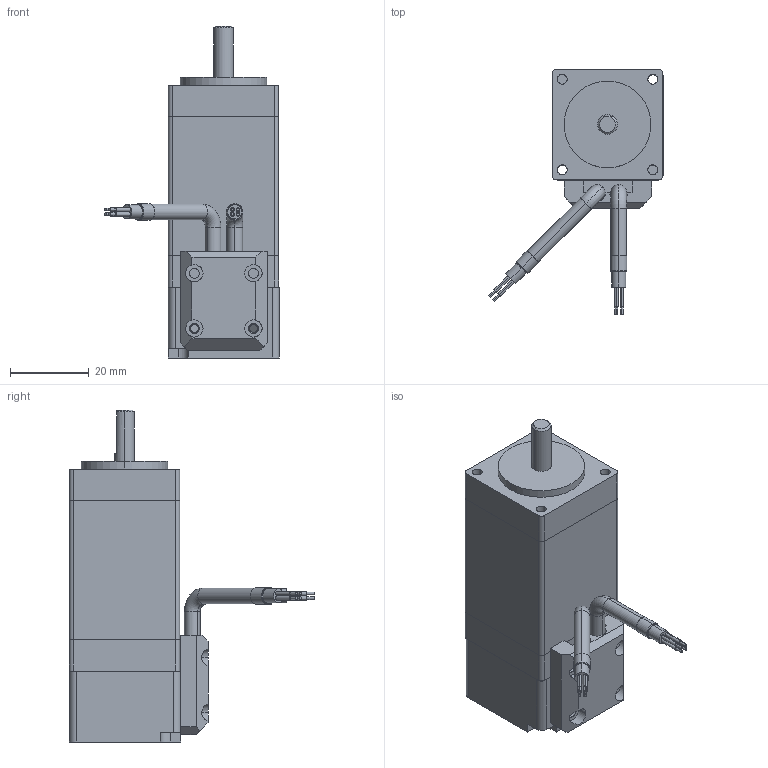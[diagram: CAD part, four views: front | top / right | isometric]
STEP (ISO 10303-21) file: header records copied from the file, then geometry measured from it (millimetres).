
FILE_DESCRIPTION (( 'STEP AP214' ), '1' );
FILE_NAME ('28AM012EC-Q.STEP', '2025-01-07T02:36:00', ( 'MM' ), ( 'Microsoft' ), 'SwSTEP 2.0', 'SolidWorks 2024', '' );
FILE_SCHEMA (( 'AUTOMOTIVE_DESIGN' ));
Length unit declared in the file: millimetre
Products named in the file (1): 28AM012EC-Q
Bounding box: 44.39 x 62.24 x 84.3 mm (x, y, z)
Volume: 47439.1 mm3; surface area: 20891.1 mm2
Topology: 6 solids, 6 shells, 238 faces, 582 edges, 381 vertices
Faces by surface type: cylinder 126, plane 97, torus 12, cone 3
Entity records: 7253 total; most frequent: DIRECTION 1319, CARTESIAN_POINT 1252, ORIENTED_EDGE 1164, EDGE_CURVE 582, AXIS2_PLACEMENT_3D 512, VERTEX_POINT 381, EDGE_LOOP 305, VECTOR 295
